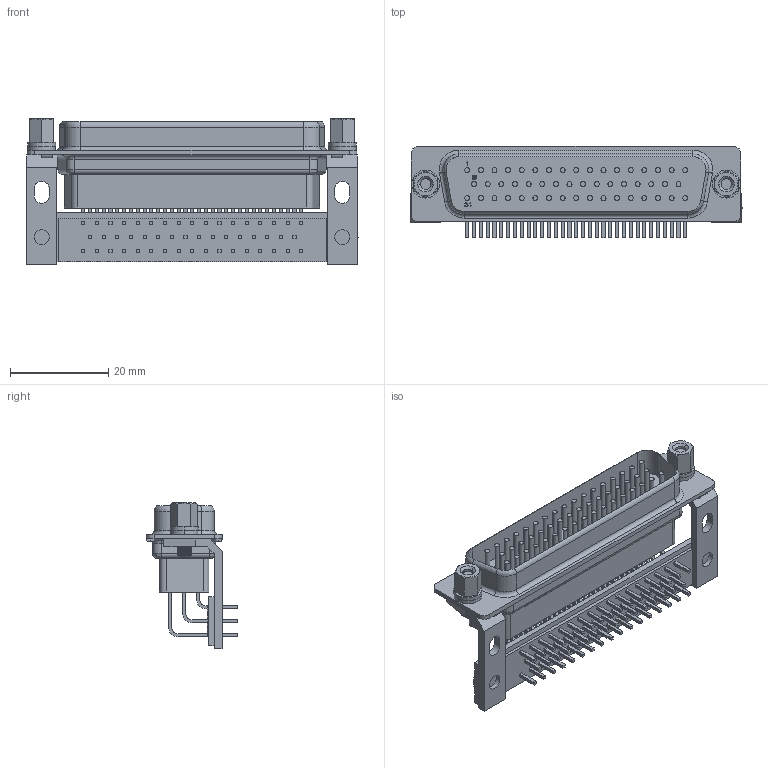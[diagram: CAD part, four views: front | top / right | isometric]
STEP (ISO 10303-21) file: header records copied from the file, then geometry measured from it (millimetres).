
FILE_DESCRIPTION((''),'2;1');
FILE_NAME('C-5747497-4','2018-08-14T',('workeradm'),('TE Connectivity Ltd.'),'CREO PARAMETRIC BY PTC INC, 2016050','CREO PARAMETRIC BY PTC INC, 2016050','');
FILE_SCHEMA(('AUTOMOTIVE_DESIGN { 1 0 10303 214 1 1 1 1 }'));
Products named in the file (1): C-5747497-4
Bounding box: 67.46 x 18.57 x 29.67 mm (x, y, z)
Volume: 9918.4 mm3; surface area: 9874.9 mm2
Topology: 1 solids, 1 shells, 1226 faces, 3219 edges, 2118 vertices
Faces by surface type: plane 868, cylinder 302, bspline 24, cone 20, torus 12
Entity records: 55425 total; most frequent: CARTESIAN_POINT 14927, ORIENTED_EDGE 6438, DIRECTION 6111, PRESENTATION_STYLE_ASSIGNMENT 3221, STYLED_ITEM 3221, CURVE_STYLE 3219, EDGE_CURVE 3219, VECTOR 2511
